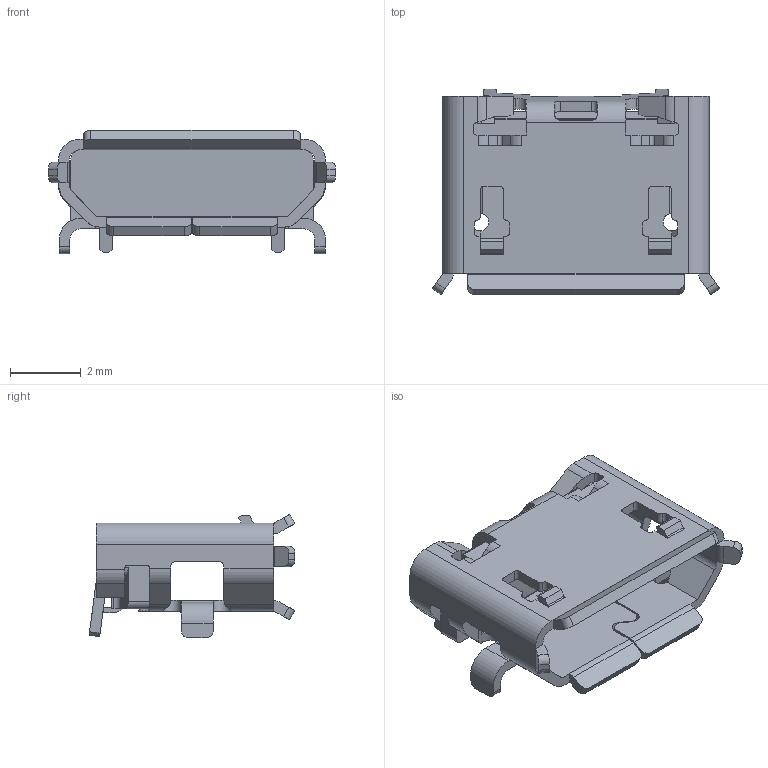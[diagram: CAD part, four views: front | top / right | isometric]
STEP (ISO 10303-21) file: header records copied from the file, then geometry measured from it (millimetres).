
FILE_DESCRIPTION(('CAx-IF Rec.Pracs.---Model Styling and Organization---1.5---2016-08-15','CAx-IF Rec.Pracs.---Geometric and Assembly Validation Properties---4.4---2016-08-17','CAx-IF Rec.Pracs.---User Defined Attributes---1.5---2016-08-15','CAx-IF Rec.Pracs.---External References---2.1---2005-01-19'),'2;1');
FILE_NAME('309754.step','2023-09-25T15:14:19',('Unspecified'),('Unspecified'),'CAD Exchanger 3.10.2 (cadexchanger.com)','Unspecified','');
FILE_SCHEMA(('AUTOMOTIVE_DESIGN { 1 0 10303 214 1 1 1 1 }'));
Length unit declared in the file: millimetre
Products named in the file (1): ZX62D-B-5PA8
Bounding box: 8.09 x 5.8 x 3.48 mm (x, y, z)
Volume: 39.3 mm3; surface area: 237.7 mm2
Topology: 1 solids, 1 shells, 419 faces, 1249 edges, 820 vertices
Faces by surface type: plane 257, cylinder 162
Entity records: 14218 total; most frequent: CARTESIAN_POINT 2795, ORIENTED_EDGE 2498, DIRECTION 2321, EDGE_CURVE 1249, LINE 889, VECTOR 889, VERTEX_POINT 820, AXIS2_PLACEMENT_3D 716
